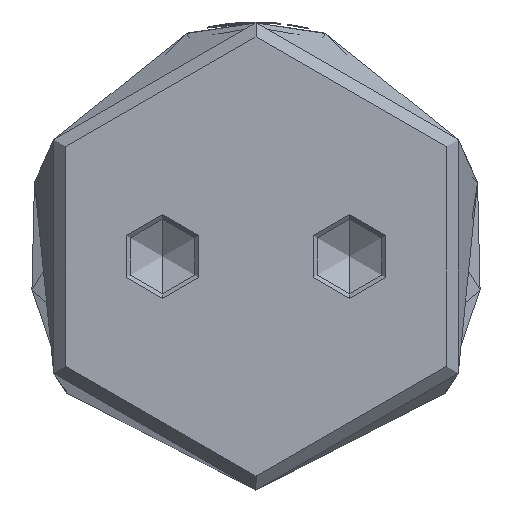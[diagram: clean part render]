
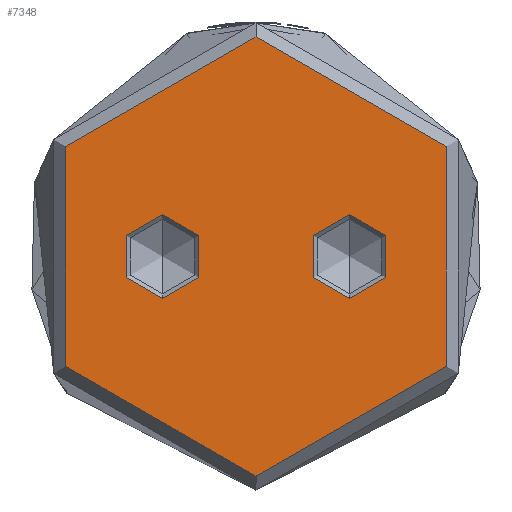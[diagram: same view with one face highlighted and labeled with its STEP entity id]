
A CAD part, front view. The second image highlights one B-rep face of the part: STEP entity #7348.
In plain terms, the highlighted face is planar.
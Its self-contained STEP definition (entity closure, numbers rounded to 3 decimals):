
#138 = DIRECTION ( 'NONE',  ( 1., 0., 0. ) ) ;
#263 = ORIENTED_EDGE ( 'NONE', *, *, #5598, .T. ) ;
#310 = EDGE_LOOP ( 'NONE', ( #465, #1311 ) ) ;
#339 = EDGE_CURVE ( 'NONE', #3765, #1057, #5190, .T. ) ;
#465 = ORIENTED_EDGE ( 'NONE', *, *, #6857, .T. ) ;
#621 = DIRECTION ( 'NONE',  ( 0., 0., 1. ) ) ;
#773 = CIRCLE ( 'NONE', #1533, 23.5 ) ;
#1057 = VERTEX_POINT ( 'NONE', #6052 ) ;
#1311 = ORIENTED_EDGE ( 'NONE', *, *, #339, .T. ) ;
#1533 = AXIS2_PLACEMENT_3D ( 'NONE', #4072, #621, #4624 ) ;
#1622 = VERTEX_POINT ( 'NONE', #5388 ) ;
#1747 = DIRECTION ( 'NONE',  ( -1., 0., 0. ) ) ;
#1750 = CARTESIAN_POINT ( 'NONE',  ( 23.5, 0., 0. ) ) ;
#1798 = ORIENTED_EDGE ( 'NONE', *, *, #5782, .F. ) ;
#1804 = EDGE_LOOP ( 'NONE', ( #2139, #1798 ) ) ;
#1914 = CARTESIAN_POINT ( 'NONE',  ( -4.5, 10., 0. ) ) ;
#2139 = ORIENTED_EDGE ( 'NONE', *, *, #4951, .F. ) ;
#2151 = CARTESIAN_POINT ( 'NONE',  ( 0., 10., 0. ) ) ;
#2173 = AXIS2_PLACEMENT_3D ( 'NONE', #3104, #6967, #3648 ) ;
#2291 = PLANE ( 'NONE',  #6508 ) ;
#2403 = AXIS2_PLACEMENT_3D ( 'NONE', #2151, #6074, #2735 ) ;
#2541 = DIRECTION ( 'NONE',  ( 0., 0., -1. ) ) ;
#2548 = VERTEX_POINT ( 'NONE', #3958 ) ;
#2611 = CARTESIAN_POINT ( 'NONE',  ( -4.5, -10., 0. ) ) ;
#2735 = DIRECTION ( 'NONE',  ( 1., 0., 0. ) ) ;
#3104 = CARTESIAN_POINT ( 'NONE',  ( 0., 0., 0. ) ) ;
#3223 = AXIS2_PLACEMENT_3D ( 'NONE', #5264, #5275, #5730 ) ;
#3298 = VERTEX_POINT ( 'NONE', #1914 ) ;
#3648 = DIRECTION ( 'NONE',  ( 1., 0., 0. ) ) ;
#3651 = DIRECTION ( 'NONE',  ( 0., 0., 1. ) ) ;
#3765 = VERTEX_POINT ( 'NONE', #2611 ) ;
#3832 = FACE_OUTER_BOUND ( 'NONE', #5375, .T. ) ;
#3958 = CARTESIAN_POINT ( 'NONE',  ( -23.5, 0., 0. ) ) ;
#4011 = CARTESIAN_POINT ( 'NONE',  ( 0., 0., 0. ) ) ;
#4072 = CARTESIAN_POINT ( 'NONE',  ( 0., 0., 0. ) ) ;
#4553 = AXIS2_PLACEMENT_3D ( 'NONE', #5885, #2541, #6449 ) ;
#4624 = DIRECTION ( 'NONE',  ( 1., 0., 0. ) ) ;
#4853 = AXIS2_PLACEMENT_3D ( 'NONE', #6971, #3651, #138 ) ;
#4951 = EDGE_CURVE ( 'NONE', #1622, #3298, #5061, .T. ) ;
#5061 = CIRCLE ( 'NONE', #4853, 4.5 ) ;
#5110 = DIRECTION ( 'NONE',  ( 0., 0., -1. ) ) ;
#5190 = CIRCLE ( 'NONE', #3223, 4.5 ) ;
#5264 = CARTESIAN_POINT ( 'NONE',  ( 0., -10., 0. ) ) ;
#5275 = DIRECTION ( 'NONE',  ( 0., 0., -1. ) ) ;
#5375 = EDGE_LOOP ( 'NONE', ( #5925, #263 ) ) ;
#5388 = CARTESIAN_POINT ( 'NONE',  ( 4.5, 10., 0. ) ) ;
#5572 = CIRCLE ( 'NONE', #2403, 4.5 ) ;
#5598 = EDGE_CURVE ( 'NONE', #5845, #2548, #6964, .T. ) ;
#5730 = DIRECTION ( 'NONE',  ( 1., 0., 0. ) ) ;
#5782 = EDGE_CURVE ( 'NONE', #3298, #1622, #5572, .T. ) ;
#5845 = VERTEX_POINT ( 'NONE', #1750 ) ;
#5885 = CARTESIAN_POINT ( 'NONE',  ( 0., -10., 0. ) ) ;
#5925 = ORIENTED_EDGE ( 'NONE', *, *, #6749, .T. ) ;
#6052 = CARTESIAN_POINT ( 'NONE',  ( 4.5, -10., 0. ) ) ;
#6074 = DIRECTION ( 'NONE',  ( 0., 0., 1. ) ) ;
#6437 = CIRCLE ( 'NONE', #4553, 4.5 ) ;
#6449 = DIRECTION ( 'NONE',  ( 1., 0., 0. ) ) ;
#6508 = AXIS2_PLACEMENT_3D ( 'NONE', #4011, #5110, #1747 ) ;
#6607 = FACE_BOUND ( 'NONE', #310, .T. ) ;
#6749 = EDGE_CURVE ( 'NONE', #2548, #5845, #773, .T. ) ;
#6766 = FACE_BOUND ( 'NONE', #1804, .T. ) ;
#6857 = EDGE_CURVE ( 'NONE', #1057, #3765, #6437, .T. ) ;
#6964 = CIRCLE ( 'NONE', #2173, 23.5 ) ;
#6967 = DIRECTION ( 'NONE',  ( 0., 0., 1. ) ) ;
#6971 = CARTESIAN_POINT ( 'NONE',  ( 0., 10., 0. ) ) ;
#7348 = ADVANCED_FACE ( 'NONE', ( #3832, #6766, #6607 ), #2291, .F. ) ;
